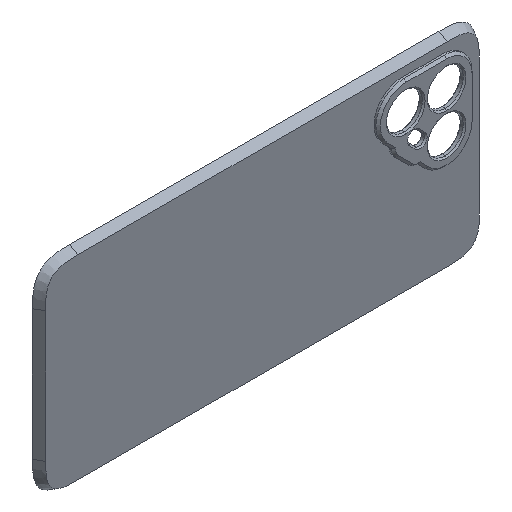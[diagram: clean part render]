
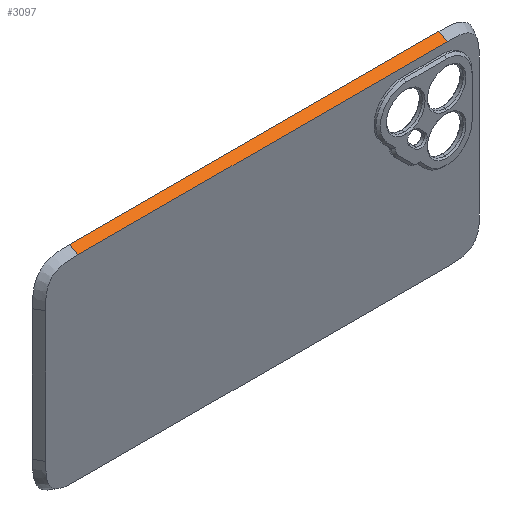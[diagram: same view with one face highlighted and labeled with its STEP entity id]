
A CAD part, isometric view. The second image highlights one B-rep face of the part: STEP entity #3097.
In plain terms, the highlighted planar face has unit normal (0, -0.5, 0.866).
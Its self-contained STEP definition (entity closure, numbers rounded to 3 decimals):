
#89=DIRECTION('',(-1.,0.,0.));
#90=VECTOR('',#89,133.7);
#91=CARTESIAN_POINT('',(66.85,0.,37.));
#92=LINE('',#91,#90);
#103=CARTESIAN_POINT('',(-66.85,0.,37.));
#644=CARTESIAN_POINT('',(-66.85,-3.,35.268));
#667=DIRECTION('',(-1.,0.,0.));
#668=VECTOR('',#667,133.7);
#669=CARTESIAN_POINT('',(66.85,-3.,35.268));
#670=LINE('',#669,#668);
#690=CARTESIAN_POINT('',(66.85,-3.,35.268));
#759=DIRECTION('',(0.,-0.866,-0.5));
#760=VECTOR('',#759,3.464);
#761=CARTESIAN_POINT('',(66.85,0.,37.));
#762=LINE('',#761,#760);
#763=DIRECTION('',(0.,-0.866,-0.5));
#764=VECTOR('',#763,3.464);
#765=CARTESIAN_POINT('',(-66.85,0.,37.));
#766=LINE('',#765,#764);
#1500=VERTEX_POINT('',#690);
#1501=CARTESIAN_POINT('',(66.85,0.,37.));
#1502=VERTEX_POINT('',#1501);
#1504=VERTEX_POINT('',#644);
#1508=VERTEX_POINT('',#103);
#3085=CARTESIAN_POINT('',(-83.583,0.,37.));
#3086=DIRECTION('',(0.,-0.5,0.866));
#3087=DIRECTION('',(1.,0.,0.));
#3088=AXIS2_PLACEMENT_3D('',#3085,#3086,#3087);
#3089=PLANE('',#3088);
#3090=ORIENTED_EDGE('',*,*,#3078,.T.);
#3091=ORIENTED_EDGE('',*,*,#2920,.T.);
#3093=ORIENTED_EDGE('',*,*,#3092,.F.);
#3094=ORIENTED_EDGE('',*,*,#2005,.F.);
#3095=EDGE_LOOP('',(#3090,#3091,#3093,#3094));
#3096=FACE_OUTER_BOUND('',#3095,.F.);
#3097=ADVANCED_FACE('',(#3096),#3089,.T.);
#2005=EDGE_CURVE('',#1502,#1508,#92,.T.);
#2920=EDGE_CURVE('',#1500,#1504,#670,.T.);
#3078=EDGE_CURVE('',#1502,#1500,#762,.T.);
#3092=EDGE_CURVE('',#1508,#1504,#766,.T.);
